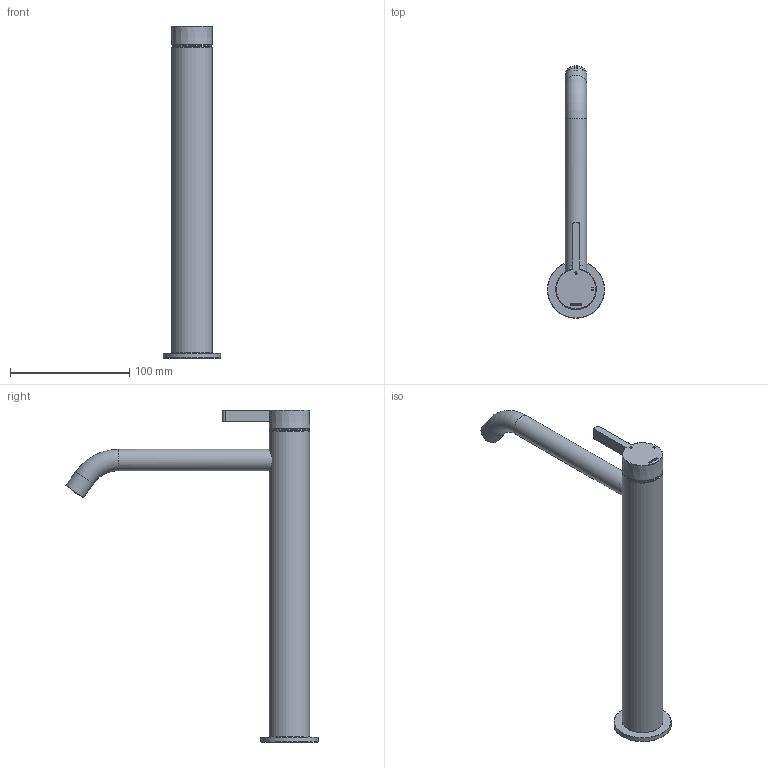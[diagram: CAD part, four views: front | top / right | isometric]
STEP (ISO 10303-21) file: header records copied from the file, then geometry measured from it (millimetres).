
FILE_DESCRIPTION(/* description */ ('Unknown'),/* implementation_level */ '2;1');
FILE_NAME(/* name */ 'AC003H-00',/* time_stamp */ '2023-09-26T14:41:57+02:00',/* author */ ('Unknown'),/* organization */ ('Unknown'),/* preprocessor_version */ 'ST-DEVELOPER v18.102',/* originating_system */ 'Solid Edge',/* authorisation */ 'Unknown');
FILE_SCHEMA (('AUTOMOTIVE_DESIGN {1 0 10303 214 3 1 1}'));
Length unit declared in the file: millimetre
Products named in the file (10): AC003H-00; L044-06; AC003H-01; AC003-02; CB003-002_oa_0; CB003-002-1; AC003-002_oa_1; AC003-03; AC003H-001_oa_2; AC003H-02
Assembly tree (9 placements, depth 3):
  AC003H-00
    L044-06
    AC003H-01
    AC003-02
    CB003-002_oa_0
      CB003-002-1
    AC003-002_oa_1
      AC003-03
    AC003H-001_oa_2
      AC003H-02
Bounding box: 48 x 211.47 x 278.5 mm (x, y, z)
Volume: 81675.6 mm3; surface area: 84209.7 mm2
Topology: 6 solids, 6 shells, 405 faces, 988 edges, 613 vertices
Faces by surface type: plane 161, bspline 88, cylinder 70, cone 34, torus 33, sphere 19
Full cylindrical faces by diameter (mm): 3.242 x1, 6 x1, 10 x1, 12.196 x1, 13.464 x1, 13.8 x1, 13.917 x2, 14.577 x1, 15.033 x1, 15.218 x1, 15.229 x1, 15.417 x2, 16.35 x1, 16.5 x2, 16.75 x1, 18 x2, 24.8 x1, 26 x1, 27 x1, 28 x1, 28.917 x2, 30 x3, 30.5 x2, 33 x1, 34 x1, 45 x1, 48 x1
Entity records: 14815 total; most frequent: CARTESIAN_POINT 3596, ORIENTED_EDGE 1740, DIRECTION 1644, EDGE_CURVE 870, AXIS2_PLACEMENT_3D 642, VERTEX_POINT 583, FACE_BOUND 521, EDGE_LOOP 520
